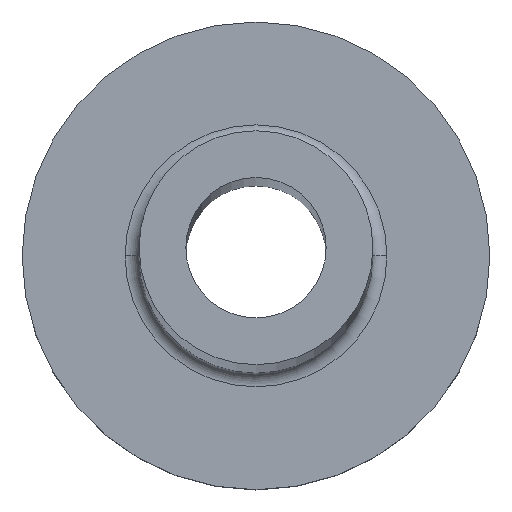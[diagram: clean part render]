
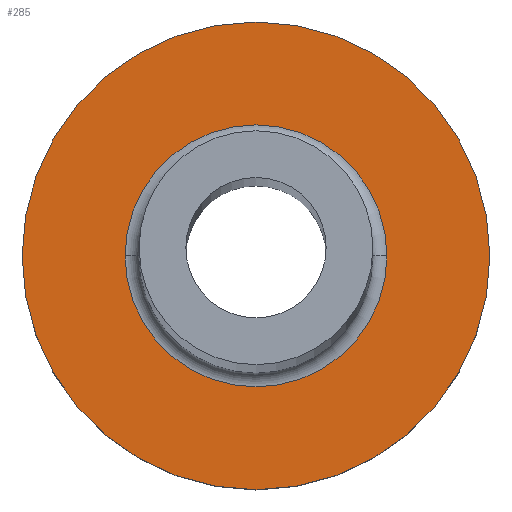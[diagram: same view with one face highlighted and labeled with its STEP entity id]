
A CAD part, top view. The second image highlights one B-rep face of the part: STEP entity #285.
In plain terms, the highlighted planar face has unit normal (0, 0, 1).
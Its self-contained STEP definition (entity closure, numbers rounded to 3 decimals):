
#5 = EDGE_CURVE ( 'NONE', #149, #44, #304, .T. ) ;
#10 = DIRECTION ( 'NONE',  ( 0., 0., -1. ) ) ;
#14 = CIRCLE ( 'NONE', #101, 5. ) ;
#16 = CARTESIAN_POINT ( 'NONE',  ( 0., 0., 3. ) ) ;
#20 = AXIS2_PLACEMENT_3D ( 'NONE', #332, #100, #34 ) ;
#24 = DIRECTION ( 'NONE',  ( 1., 0., 0. ) ) ;
#34 = DIRECTION ( 'NONE',  ( 1., 0., 0. ) ) ;
#40 = AXIS2_PLACEMENT_3D ( 'NONE', #132, #208, #155 ) ;
#43 = AXIS2_PLACEMENT_3D ( 'NONE', #16, #10, #363 ) ;
#44 = VERTEX_POINT ( 'NONE', #239 ) ;
#59 = EDGE_LOOP ( 'NONE', ( #323, #328 ) ) ;
#64 = VERTEX_POINT ( 'NONE', #134 ) ;
#80 = EDGE_CURVE ( 'NONE', #296, #64, #201, .T. ) ;
#97 = CARTESIAN_POINT ( 'NONE',  ( -5., 0., 3. ) ) ;
#100 = DIRECTION ( 'NONE',  ( 0., 0., 1. ) ) ;
#101 = AXIS2_PLACEMENT_3D ( 'NONE', #233, #292, #366 ) ;
#132 = CARTESIAN_POINT ( 'NONE',  ( 0., 0., 3. ) ) ;
#134 = CARTESIAN_POINT ( 'NONE',  ( 2.8, 0., 3. ) ) ;
#149 = VERTEX_POINT ( 'NONE', #97 ) ;
#155 = DIRECTION ( 'NONE',  ( 1., 0., 0. ) ) ;
#170 = ORIENTED_EDGE ( 'NONE', *, *, #200, .T. ) ;
#182 = AXIS2_PLACEMENT_3D ( 'NONE', #333, #372, #24 ) ;
#200 = EDGE_CURVE ( 'NONE', #64, #296, #345, .T. ) ;
#201 = CIRCLE ( 'NONE', #43, 2.8 ) ;
#208 = DIRECTION ( 'NONE',  ( 0., 0., -1. ) ) ;
#211 = FACE_OUTER_BOUND ( 'NONE', #59, .T. ) ;
#233 = CARTESIAN_POINT ( 'NONE',  ( 0., 0., 3. ) ) ;
#236 = EDGE_CURVE ( 'NONE', #44, #149, #14, .T. ) ;
#239 = CARTESIAN_POINT ( 'NONE',  ( 5., 0., 3. ) ) ;
#259 = ORIENTED_EDGE ( 'NONE', *, *, #80, .T. ) ;
#261 = PLANE ( 'NONE',  #20 ) ;
#285 = ADVANCED_FACE ( 'NONE', ( #327, #211 ), #261, .T. ) ;
#292 = DIRECTION ( 'NONE',  ( 0., 0., 1. ) ) ;
#296 = VERTEX_POINT ( 'NONE', #325 ) ;
#304 = CIRCLE ( 'NONE', #182, 5. ) ;
#322 = EDGE_LOOP ( 'NONE', ( #170, #259 ) ) ;
#323 = ORIENTED_EDGE ( 'NONE', *, *, #5, .T. ) ;
#325 = CARTESIAN_POINT ( 'NONE',  ( -2.8, 0., 3. ) ) ;
#327 = FACE_BOUND ( 'NONE', #322, .T. ) ;
#328 = ORIENTED_EDGE ( 'NONE', *, *, #236, .T. ) ;
#332 = CARTESIAN_POINT ( 'NONE',  ( 0., 0., 3. ) ) ;
#333 = CARTESIAN_POINT ( 'NONE',  ( 0., 0., 3. ) ) ;
#345 = CIRCLE ( 'NONE', #40, 2.8 ) ;
#363 = DIRECTION ( 'NONE',  ( 1., 0., 0. ) ) ;
#366 = DIRECTION ( 'NONE',  ( 1., 0., 0. ) ) ;
#372 = DIRECTION ( 'NONE',  ( 0., 0., 1. ) ) ;
